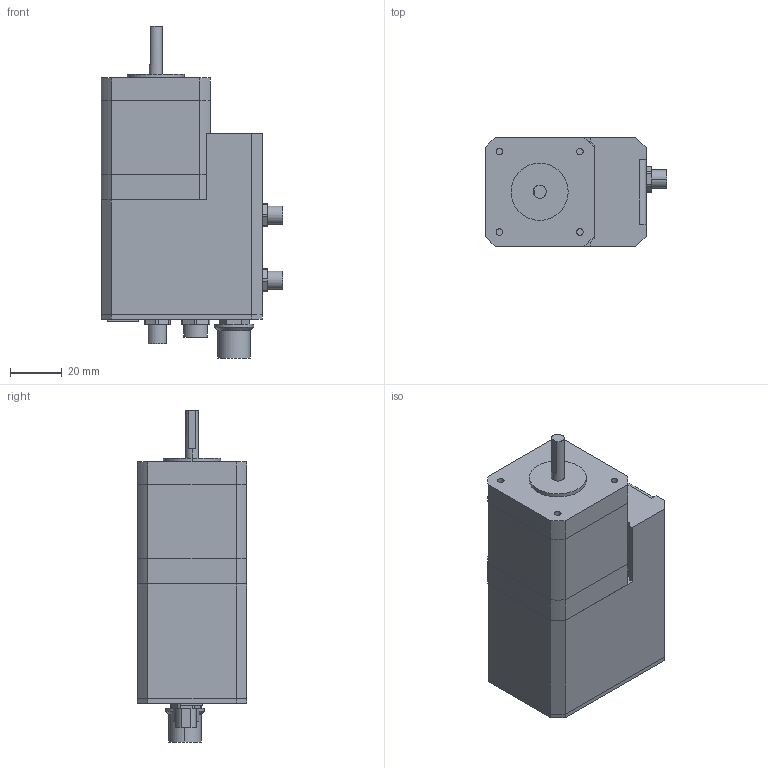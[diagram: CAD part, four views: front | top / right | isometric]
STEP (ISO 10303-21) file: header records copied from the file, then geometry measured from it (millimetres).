
FILE_DESCRIPTION (( 'STEP AP203' ), '1' );
FILE_NAME ('X-NMS17.step', '2023-05-17T23:22:11', ( '' ), ( '' ), 'SwSTEP 2.0', 'SolidWorks 2019', '' );
FILE_SCHEMA (( 'CONFIG_CONTROL_DESIGN' ));
Length unit declared in the file: millimetre
Products named in the file (2): NMS17_motor^NMS17_X-NMS17; X-NMS17
Assembly tree (1 placements, depth 2):
  X-NMS17
    NMS17_motor^NMS17_X-NMS17
Bounding box: 70 x 42 x 127.85 mm (x, y, z)
Volume: 223727.3 mm3; surface area: 46475.7 mm2
Topology: 17 solids, 17 shells, 417 faces, 976 edges, 636 vertices
Faces by surface type: plane 254, cylinder 127, cone 28, torus 8
Entity records: 12172 total; most frequent: CARTESIAN_POINT 2197, DIRECTION 2096, ORIENTED_EDGE 1936, EDGE_CURVE 968, AXIS2_PLACEMENT_3D 743, VERTEX_POINT 636, LINE 610, VECTOR 610
